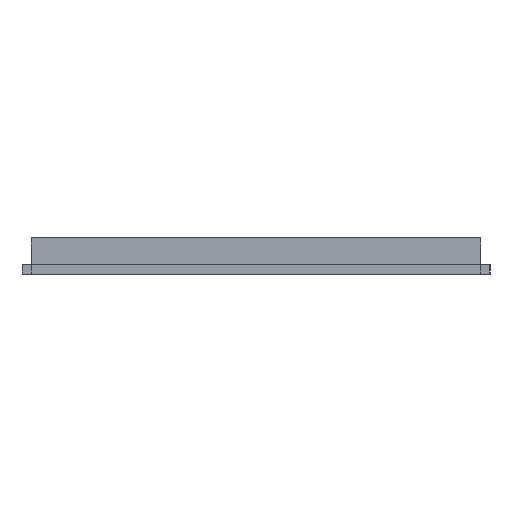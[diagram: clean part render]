
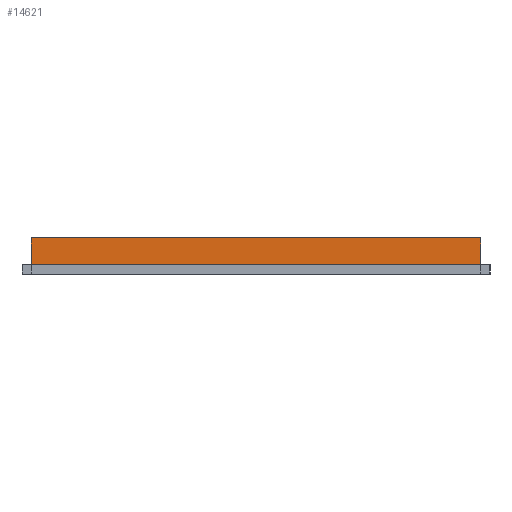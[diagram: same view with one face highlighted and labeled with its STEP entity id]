
A CAD part, left-side view. The second image highlights one B-rep face of the part: STEP entity #14621.
In plain terms, the highlighted planar face has unit normal (-1, 0, 0).
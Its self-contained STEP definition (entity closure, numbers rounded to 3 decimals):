
#127 = CARTESIAN_POINT ( 'NONE',  ( -36.9, 47.1, 13.2 ) ) ;
#516 = DIRECTION ( 'NONE',  ( 0., 1., 0. ) ) ;
#2206 = PLANE ( 'NONE',  #13133 ) ;
#2280 = DIRECTION ( 'NONE',  ( 0., 0., -1. ) ) ;
#2319 = EDGE_CURVE ( 'NONE', #13928, #6945, #10432, .T. ) ;
#3983 = VECTOR ( 'NONE', #12664, 1000. ) ;
#5043 = CARTESIAN_POINT ( 'NONE',  ( -36.9, 47.1, 7.6 ) ) ;
#5270 = EDGE_CURVE ( 'NONE', #13212, #13928, #9263, .T. ) ;
#5867 = CARTESIAN_POINT ( 'NONE',  ( -36.9, 47.1, 2. ) ) ;
#6340 = VERTEX_POINT ( 'NONE', #5867 ) ;
#6602 = VECTOR ( 'NONE', #516, 1000. ) ;
#6945 = VERTEX_POINT ( 'NONE', #8379 ) ;
#6961 = FACE_OUTER_BOUND ( 'NONE', #10056, .T. ) ;
#7960 = ORIENTED_EDGE ( 'NONE', *, *, #12001, .F. ) ;
#8082 = DIRECTION ( 'NONE',  ( 1., 0., 0. ) ) ;
#8261 = CARTESIAN_POINT ( 'NONE',  ( -36.9, -47.1, 7.6 ) ) ;
#8302 = ORIENTED_EDGE ( 'NONE', *, *, #5270, .F. ) ;
#8379 = CARTESIAN_POINT ( 'NONE',  ( -36.9, -47.1, 2. ) ) ;
#9111 = DIRECTION ( 'NONE',  ( 0., 0., -1. ) ) ;
#9263 = LINE ( 'NONE', #9409, #3983 ) ;
#9409 = CARTESIAN_POINT ( 'NONE',  ( -36.9, 0., 7.6 ) ) ;
#9697 = VECTOR ( 'NONE', #9111, 1000. ) ;
#10056 = EDGE_LOOP ( 'NONE', ( #8302, #14047, #7960, #14471 ) ) ;
#10432 = LINE ( 'NONE', #11772, #10622 ) ;
#10441 = LINE ( 'NONE', #127, #9697 ) ;
#10622 = VECTOR ( 'NONE', #11849, 1000. ) ;
#10767 = LINE ( 'NONE', #14309, #6602 ) ;
#11772 = CARTESIAN_POINT ( 'NONE',  ( -36.9, -47.1, -100.018 ) ) ;
#11849 = DIRECTION ( 'NONE',  ( 0., 0., -1. ) ) ;
#12001 = EDGE_CURVE ( 'NONE', #6945, #6340, #10767, .T. ) ;
#12162 = EDGE_CURVE ( 'NONE', #13212, #6340, #10441, .T. ) ;
#12664 = DIRECTION ( 'NONE',  ( 0., -1., 0. ) ) ;
#13133 = AXIS2_PLACEMENT_3D ( 'NONE', #13559, #8082, #2280 ) ;
#13212 = VERTEX_POINT ( 'NONE', #5043 ) ;
#13559 = CARTESIAN_POINT ( 'NONE',  ( -36.9, -49., 13.2 ) ) ;
#13928 = VERTEX_POINT ( 'NONE', #8261 ) ;
#14047 = ORIENTED_EDGE ( 'NONE', *, *, #12162, .T. ) ;
#14309 = CARTESIAN_POINT ( 'NONE',  ( -36.9, -49., 2. ) ) ;
#14471 = ORIENTED_EDGE ( 'NONE', *, *, #2319, .F. ) ;
#14621 = ADVANCED_FACE ( 'NONE', ( #6961 ), #2206, .F. ) ;
